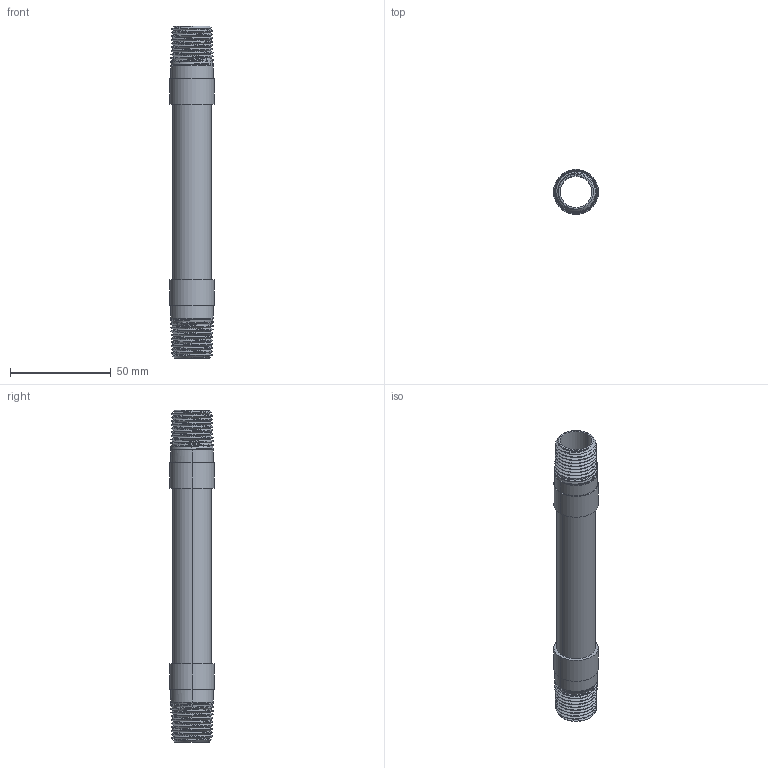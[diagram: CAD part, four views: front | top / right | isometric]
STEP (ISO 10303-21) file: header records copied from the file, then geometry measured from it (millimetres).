
FILE_DESCRIPTION (( 'STEP AP203' ), '1' );
FILE_NAME ('5468K91_Vibration-Resistant Water Hose.STEP', '2021-09-10T01:37:11', ( 'Administrator' ), ( 'Managed by Terraform' ), 'SwSTEP 2.0', 'SolidWorks 2017', '' );
FILE_SCHEMA (( 'CONFIG_CONTROL_DESIGN' ));
Length unit declared in the file: inch
Products named in the file (1): 5468K91_Vibration-Resistant Water Hose
Bounding box: 22.23 x 22.23 x 165.1 mm (x, y, z)
Volume: 18972.7 mm3; surface area: 20391.1 mm2
Topology: 1 solids, 1 shells, 90 faces, 242 edges, 158 vertices
Faces by surface type: cone 66, cylinder 12, plane 6, bspline 6
Entity records: 15109 total; most frequent: CARTESIAN_POINT 13017, ORIENTED_EDGE 484, DIRECTION 316, EDGE_CURVE 242, VERTEX_POINT 158, B_SPLINE_CURVE_WITH_KNOTS 132, AXIS2_PLACEMENT_3D 121, EDGE_LOOP 96
